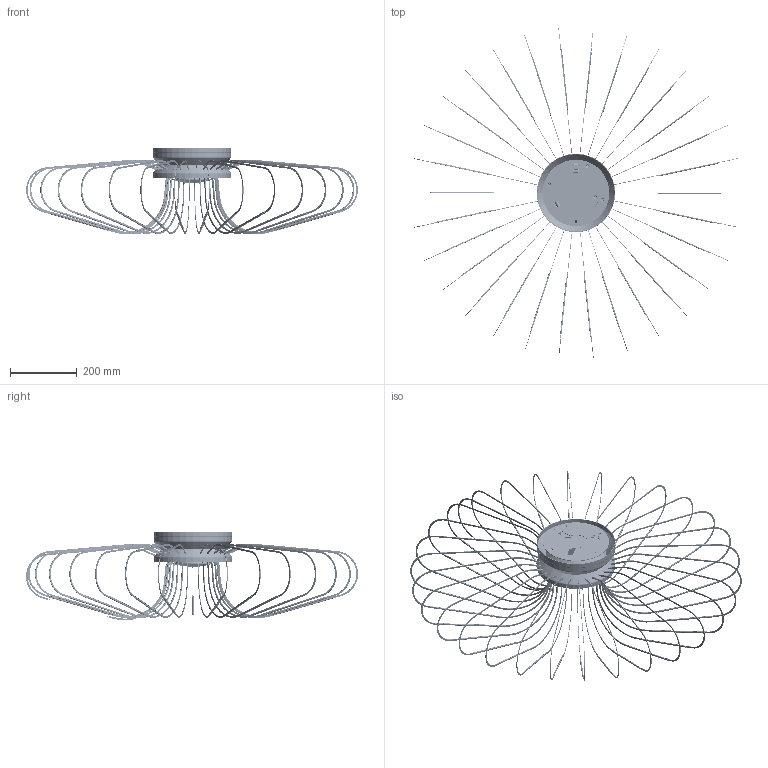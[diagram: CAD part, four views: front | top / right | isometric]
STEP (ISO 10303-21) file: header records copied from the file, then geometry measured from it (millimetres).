
FILE_DESCRIPTION( ( 'Unknown' ), '1' );
FILE_NAME( 'ASSIEME SOFFITTO 1000.stp', 'Unknown', ( 'Unknown' ), ( 'Unknown' ), 'XStep 1.0', 'Unknown', ' ' );
FILE_SCHEMA( ( 'automotive_design' ) );
Length unit declared in the file: millimetre
Products named in the file (77): Assem1; Assem2; FIL101_010 TELAIO ROSONE GRANDE; FIL101_011 TELAIO ROSONE PICCOLO; ROSONE; ALN024075.244-TAGIO DI FASE; TIRANTE M3; MAGNETE M3; DADO M3; M3X20 TS; SS-45V24; ISOLAMENTO_2022; MODULO LED GERARDO; 1000 SUPERIORE_SOFFITTO; 1000 SUPERIORE_SOFFITTO-oa0; 1000 SUPERIORE_SOFFITTO-oa1; 1000 SUPERIORE_SOFFITTO-oa2; 1000 SUPERIORE_SOFFITTO-oa3; 1000 SUPERIORE_SOFFITTO-oa4; 1000 SUPERIORE_SOFFITTO-oa5; 1000 SUPERIORE_SOFFITTO-oa6; 1000 SUPERIORE_SOFFITTO-oa7; 1000 SUPERIORE_SOFFITTO-oa8; 1000 SUPERIORE_SOFFITTO-oa9; 1000 SUPERIORE_SOFFITTO-oa10; 1000 SUPERIORE_SOFFITTO-oa11; 1000 SUPERIORE_SOFFITTO-oa12; 1000 SUPERIORE_SOFFITTO-oa13; 1000 SUPERIORE_SOFFITTO-oa14; 1000 SUPERIORE_SOFFITTO-oa15; 1000 SUPERIORE_SOFFITTO-oa16; 1000 SUPERIORE_SOFFITTO-oa17; 1000 SUPERIORE_SOFFITTO-oa18; 1000 SUPERIORE_SOFFITTO-oa19; 1000 SUPERIORE_SOFFITTO-oa20; 1000 SUPERIORE_SOFFITTO-oa21; 1000 SUPERIORE_SOFFITTO-oa22; 1000 SUPERIORE_SOFFITTO-oa23; 1000 SUPERIORE_SOFFITTO-oa24; 1000 SUPERIORE_SOFFITTO-oa25 ...
Bounding box: 997.58 x 997.95 x 266.19 mm (x, y, z)
Volume: 2790768.3 mm3; surface area: 1801386.4 mm2
Topology: 263 solids, 263 shells, 14353 faces, 40363 edges, 26795 vertices
Faces by surface type: plane 7925, cylinder 5906, torus 208, bspline 196, cone 114, sphere 4
Full cylindrical faces by diameter (mm): 2.459 x14, 2.5 x132, 3 x14, 3.2 x6, 3.242 x22, 3.809 x6, 4 x2, 4.5 x6, 5 x16, 8 x7, 8.917 x4, 15 x7, 20 x2, 52 x2, 115 x2, 120 x4, 121 x3, 200 x3, 232.692 x3, 235.692 x3
Entity records: 124916 total; most frequent: CARTESIAN_POINT 24680, DIRECTION 20857, ORIENTED_EDGE 20526, EDGE_CURVE 10263, AXIS2_PLACEMENT_3D 7057, VERTEX_POINT 6909, LINE 6743, VECTOR 6743
